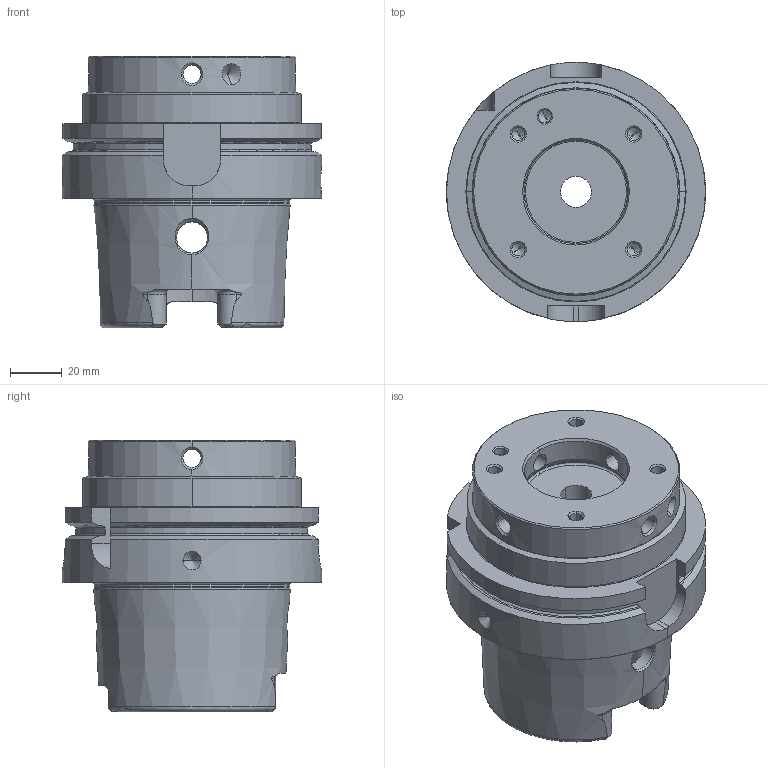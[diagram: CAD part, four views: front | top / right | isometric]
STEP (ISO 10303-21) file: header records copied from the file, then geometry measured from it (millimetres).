
FILE_DESCRIPTION((''),'2;1');
FILE_NAME('606394604-000-02-E43','2023-01-11T12:00:51',('rufa'),(''),'CREO PARAMETRIC BY PTC INC, 2021184','CREO PARAMETRIC BY PTC INC, 2021184','');
FILE_SCHEMA(('AP242_MANAGED_MODEL_BASED_3D_ENGINEERING_MIM_LF { 1 0 10303 442 1 1 4 }'));
Length unit declared in the file: millimetre
Products named in the file (1): 606394604-000-02-E43
Bounding box: 100 x 100 x 104.9 mm (x, y, z)
Volume: 368799 mm3; surface area: 60932.9 mm2
Topology: 1 solids, 1 shells, 217 faces, 555 edges, 334 vertices
Faces by surface type: cone 76, cylinder 70, plane 41, torus 30
Entity records: 10768 total; most frequent: CARTESIAN_POINT 3855, DIRECTION 1103, ORIENTED_EDGE 1086, PRESENTATION_STYLE_ASSIGNMENT 547, STYLED_ITEM 547, CURVE_STYLE 546, EDGE_CURVE 543, AXIS2_PLACEMENT_3D 451
